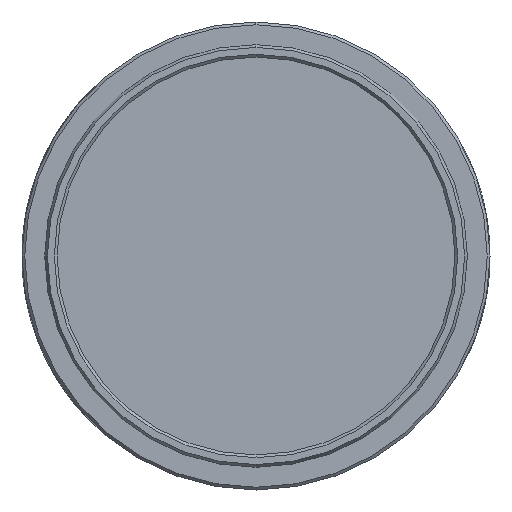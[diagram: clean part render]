
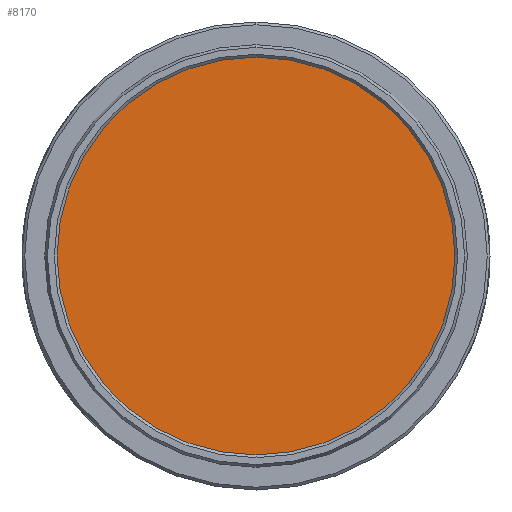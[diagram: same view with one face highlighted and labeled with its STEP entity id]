
A CAD part, left-side view. The second image highlights one B-rep face of the part: STEP entity #8170.
In plain terms, the highlighted planar face has unit normal (-1, 0, 0).
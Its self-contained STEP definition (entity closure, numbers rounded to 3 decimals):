
#173 = AXIS2_PLACEMENT_3D ( 'NONE', #10979, #15065, #8458 ) ;
#362 = PLANE ( 'NONE',  #16196 ) ;
#383 = ORIENTED_EDGE ( 'NONE', *, *, #1142, .T. ) ;
#776 = VERTEX_POINT ( 'NONE', #16645 ) ;
#1142 = EDGE_CURVE ( 'NONE', #13472, #776, #1670, .T. ) ;
#1670 = CIRCLE ( 'NONE', #3843, 18.85 ) ;
#2435 = CARTESIAN_POINT ( 'NONE',  ( -4.923, 25.756, 39.713 ) ) ;
#3843 = AXIS2_PLACEMENT_3D ( 'NONE', #2435, #17217, #9212 ) ;
#4351 = CARTESIAN_POINT ( 'NONE',  ( -4.923, 25.756, 39.713 ) ) ;
#6552 = EDGE_LOOP ( 'NONE', ( #383, #15931 ) ) ;
#8170 = ADVANCED_FACE ( 'NONE', ( #16806 ), #362, .F. ) ;
#8458 = DIRECTION ( 'NONE',  ( 0., 0., -1. ) ) ;
#9212 = DIRECTION ( 'NONE',  ( 0., 0., -1. ) ) ;
#9265 = DIRECTION ( 'NONE',  ( 0., 0., -1. ) ) ;
#10979 = CARTESIAN_POINT ( 'NONE',  ( -4.923, 25.756, 39.713 ) ) ;
#12225 = EDGE_CURVE ( 'NONE', #776, #13472, #16758, .T. ) ;
#12300 = DIRECTION ( 'NONE',  ( 1., 0., 0. ) ) ;
#13389 = CARTESIAN_POINT ( 'NONE',  ( -4.923, 25.756, 20.863 ) ) ;
#13472 = VERTEX_POINT ( 'NONE', #13389 ) ;
#15065 = DIRECTION ( 'NONE',  ( -1., 0., 0. ) ) ;
#15931 = ORIENTED_EDGE ( 'NONE', *, *, #12225, .T. ) ;
#16196 = AXIS2_PLACEMENT_3D ( 'NONE', #4351, #12300, #9265 ) ;
#16645 = CARTESIAN_POINT ( 'NONE',  ( -4.923, 25.756, 58.563 ) ) ;
#16758 = CIRCLE ( 'NONE', #173, 18.85 ) ;
#16806 = FACE_OUTER_BOUND ( 'NONE', #6552, .T. ) ;
#17217 = DIRECTION ( 'NONE',  ( -1., 0., 0. ) ) ;
